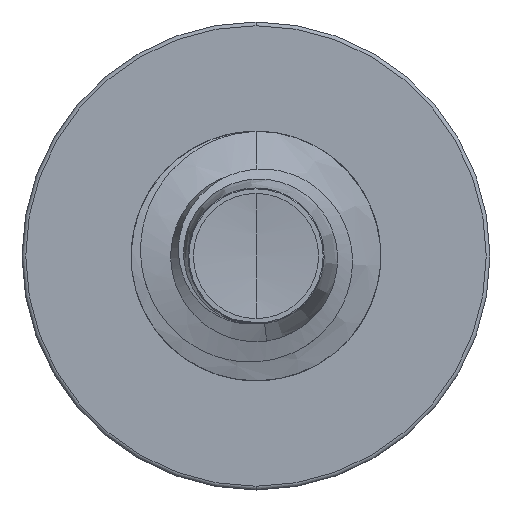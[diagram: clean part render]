
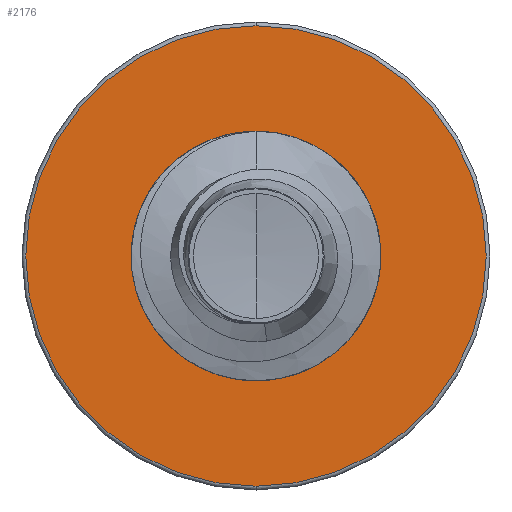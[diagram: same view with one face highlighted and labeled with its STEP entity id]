
A CAD part, front view. The second image highlights one B-rep face of the part: STEP entity #2176.
In plain terms, the highlighted planar face has unit normal (0, -1, 0).
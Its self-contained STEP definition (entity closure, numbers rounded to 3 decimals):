
#291 = AXIS2_PLACEMENT_3D ( 'NONE', #3977, #3965, #3960 ) ;
#380 = FACE_OUTER_BOUND ( 'NONE', #6584, .T. ) ;
#423 = FACE_BOUND ( 'NONE', #12159, .T. ) ;
#1479 = AXIS2_PLACEMENT_3D ( 'NONE', #13097, #5174, #14087 ) ;
#1577 = ORIENTED_EDGE ( 'NONE', *, *, #13521, .F. ) ;
#1618 = ORIENTED_EDGE ( 'NONE', *, *, #16093, .F. ) ;
#1790 = ORIENTED_EDGE ( 'NONE', *, *, #9939, .T. ) ;
#1854 = ORIENTED_EDGE ( 'NONE', *, *, #8436, .T. ) ;
#2110 = DIRECTION ( 'NONE',  ( 0., 0., 1. ) ) ;
#2176 = ADVANCED_FACE ( 'NONE', ( #380, #423 ), #9427, .F. ) ;
#2254 = DIRECTION ( 'NONE',  ( 0., 1., 0. ) ) ;
#2413 = CARTESIAN_POINT ( 'NONE',  ( 0., 12.5, 0. ) ) ;
#3189 = CARTESIAN_POINT ( 'NONE',  ( 0., 12.5, -1.989 ) ) ;
#3770 = CARTESIAN_POINT ( 'NONE',  ( 0., 12.5, 1.989 ) ) ;
#3960 = DIRECTION ( 'NONE',  ( 0., 0., 1. ) ) ;
#3965 = DIRECTION ( 'NONE',  ( 0., 1., 0. ) ) ;
#3977 = CARTESIAN_POINT ( 'NONE',  ( 0., 12.5, 0. ) ) ;
#4017 = DIRECTION ( 'NONE',  ( 0., 0., 1. ) ) ;
#4203 = CARTESIAN_POINT ( 'NONE',  ( 0., 12.5, -1.989 ) ) ;
#5174 = DIRECTION ( 'NONE',  ( 0., 1., 0. ) ) ;
#5349 = DIRECTION ( 'NONE',  ( 0., 1., 0. ) ) ;
#6584 = EDGE_LOOP ( 'NONE', ( #1577, #1618 ) ) ;
#6616 = VERTEX_POINT ( 'NONE', #3770 ) ;
#8436 = EDGE_CURVE ( 'NONE', #9226, #6616, #10237, .T. ) ;
#9226 = VERTEX_POINT ( 'NONE', #3189 ) ;
#9427 = PLANE ( 'NONE',  #14313 ) ;
#9939 = EDGE_CURVE ( 'NONE', #6616, #9226, #12313, .T. ) ;
#9986 = CARTESIAN_POINT ( 'NONE',  ( 0., 12.5, -3.69 ) ) ;
#10237 = CIRCLE ( 'NONE', #291, 1.989 ) ;
#10960 = CIRCLE ( 'NONE', #1479, 3.69 ) ;
#11318 = VERTEX_POINT ( 'NONE', #12292 ) ;
#12159 = EDGE_LOOP ( 'NONE', ( #1790, #1854 ) ) ;
#12167 = VERTEX_POINT ( 'NONE', #9986 ) ;
#12192 = DIRECTION ( 'NONE',  ( 0., 1., 0. ) ) ;
#12292 = CARTESIAN_POINT ( 'NONE',  ( 0., 12.5, 3.69 ) ) ;
#12313 = CIRCLE ( 'NONE', #12619, 1.989 ) ;
#12619 = AXIS2_PLACEMENT_3D ( 'NONE', #2413, #12192, #4017 ) ;
#12806 = AXIS2_PLACEMENT_3D ( 'NONE', #13225, #5349, #14194 ) ;
#12810 = CIRCLE ( 'NONE', #12806, 3.69 ) ;
#13097 = CARTESIAN_POINT ( 'NONE',  ( 0., 12.5, 0. ) ) ;
#13225 = CARTESIAN_POINT ( 'NONE',  ( 0., 12.5, 0. ) ) ;
#13521 = EDGE_CURVE ( 'NONE', #11318, #12167, #12810, .T. ) ;
#14087 = DIRECTION ( 'NONE',  ( 0., 0., 1. ) ) ;
#14194 = DIRECTION ( 'NONE',  ( 0., 0., 1. ) ) ;
#14313 = AXIS2_PLACEMENT_3D ( 'NONE', #4203, #2254, #2110 ) ;
#16093 = EDGE_CURVE ( 'NONE', #12167, #11318, #10960, .T. ) ;
